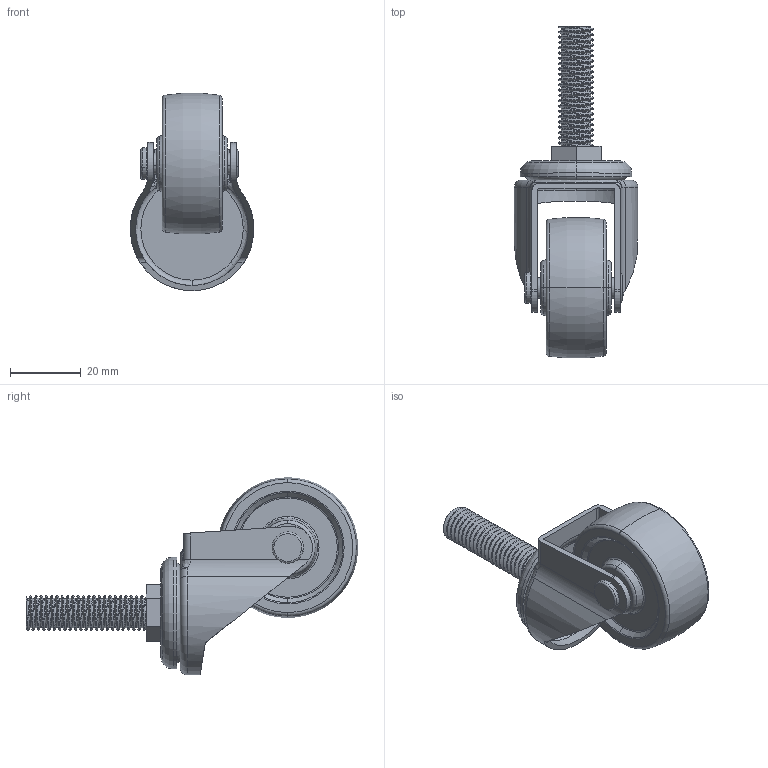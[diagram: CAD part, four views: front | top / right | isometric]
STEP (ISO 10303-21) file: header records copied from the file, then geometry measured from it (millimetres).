
FILE_DESCRIPTION (( 'STEP AP203' ), '1' );
FILE_NAME ('m10x34.STEP', '2026-01-09T08:10:00', ( '' ), ( '' ), 'SwSTEP 2.0', 'SolidWorks 2021', '' );
FILE_SCHEMA (( 'CONFIG_CONTROL_DESIGN' ));
Length unit declared in the file: millimetre
Products named in the file (4): 輪子鉚釘_預設; 1.5渡晦謫; 1.5渡25炵蹈魂雄殤; m10x34
Assembly tree (3 placements, depth 2):
  m10x34
    1.5渡晦謫
    1.5渡25炵蹈魂雄殤
    輪子鉚釘_預設
Bounding box: 34.98 x 94.02 x 55.94 mm (x, y, z)
Volume: 31006.8 mm3; surface area: 14551.5 mm2
Topology: 3 solids, 4 shells, 180 faces, 440 edges, 271 vertices
Faces by surface type: cylinder 78, torus 47, plane 32, bspline 11, cone 10, sphere 2
Entity records: 9932 total; most frequent: CARTESIAN_POINT 5596, ORIENTED_EDGE 868, DIRECTION 817, EDGE_CURVE 434, AXIS2_PLACEMENT_3D 348, VERTEX_POINT 271, EDGE_LOOP 197, ADVANCED_FACE 180
